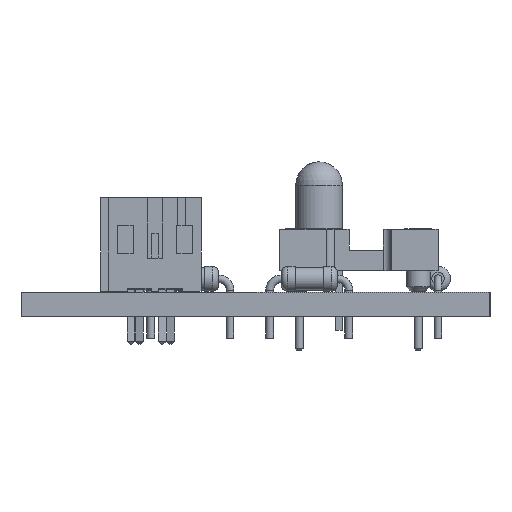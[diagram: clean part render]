
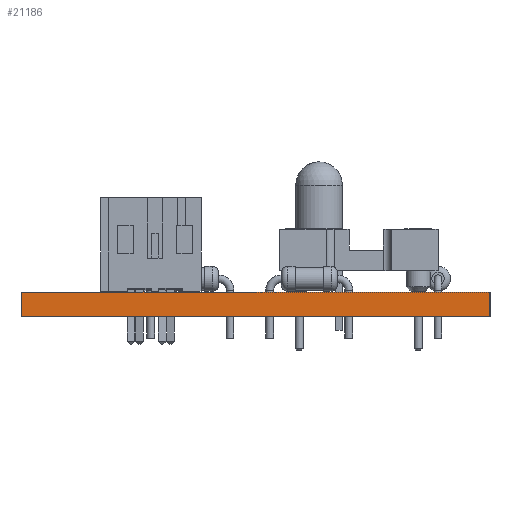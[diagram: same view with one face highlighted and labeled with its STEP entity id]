
A CAD part, left-side view. The second image highlights one B-rep face of the part: STEP entity #21186.
In plain terms, the highlighted planar face has unit normal (-1, 0, 0).
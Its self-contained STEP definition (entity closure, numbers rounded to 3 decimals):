
#21005 = PLANE('',#21006);
#21006 = AXIS2_PLACEMENT_3D('',#21007,#21008,#21009);
#21007 = CARTESIAN_POINT('',(221.615,-68.58,0.));
#21008 = DIRECTION('',(0.,-1.,0.));
#21009 = DIRECTION('',(-1.,0.,0.));
#21030 = VERTEX_POINT('',#21031);
#21031 = CARTESIAN_POINT('',(151.615,-68.58,1.6));
#21045 = PLANE('',#21046);
#21046 = AXIS2_PLACEMENT_3D('',#21047,#21048,#21049);
#21047 = CARTESIAN_POINT('',(186.615,-83.58,1.6));
#21048 = DIRECTION('',(0.,0.,1.));
#21049 = DIRECTION('',(1.,0.,-0.));
#21057 = EDGE_CURVE('',#21058,#21030,#21060,.T.);
#21058 = VERTEX_POINT('',#21059);
#21059 = CARTESIAN_POINT('',(151.615,-68.58,0.));
#21060 = SURFACE_CURVE('',#21061,(#21065,#21072),.PCURVE_S1.);
#21061 = LINE('',#21062,#21063);
#21062 = CARTESIAN_POINT('',(151.615,-68.58,0.));
#21063 = VECTOR('',#21064,1.);
#21064 = DIRECTION('',(0.,0.,1.));
#21065 = PCURVE('',#21005,#21066);
#21066 = DEFINITIONAL_REPRESENTATION('',(#21067),#21071);
#21067 = LINE('',#21068,#21069);
#21068 = CARTESIAN_POINT('',(70.,0.));
#21069 = VECTOR('',#21070,1.);
#21070 = DIRECTION('',(0.,-1.));
#21071 = ( GEOMETRIC_REPRESENTATION_CONTEXT(2) 
PARAMETRIC_REPRESENTATION_CONTEXT() REPRESENTATION_CONTEXT('2D SPACE',''
  ) );
#21072 = PCURVE('',#21073,#21078);
#21073 = PLANE('',#21074);
#21074 = AXIS2_PLACEMENT_3D('',#21075,#21076,#21077);
#21075 = CARTESIAN_POINT('',(151.615,-68.58,0.));
#21076 = DIRECTION('',(1.,0.,-0.));
#21077 = DIRECTION('',(0.,-1.,0.));
#21078 = DEFINITIONAL_REPRESENTATION('',(#21079),#21083);
#21079 = LINE('',#21080,#21081);
#21080 = CARTESIAN_POINT('',(0.,0.));
#21081 = VECTOR('',#21082,1.);
#21082 = DIRECTION('',(0.,-1.));
#21083 = ( GEOMETRIC_REPRESENTATION_CONTEXT(2) 
PARAMETRIC_REPRESENTATION_CONTEXT() REPRESENTATION_CONTEXT('2D SPACE',''
  ) );
#21099 = PLANE('',#21100);
#21100 = AXIS2_PLACEMENT_3D('',#21101,#21102,#21103);
#21101 = CARTESIAN_POINT('',(186.615,-83.58,0.));
#21102 = DIRECTION('',(0.,0.,1.));
#21103 = DIRECTION('',(1.,0.,-0.));
#21132 = PLANE('',#21133);
#21133 = AXIS2_PLACEMENT_3D('',#21134,#21135,#21136);
#21134 = CARTESIAN_POINT('',(151.615,-98.58,0.));
#21135 = DIRECTION('',(0.,1.,0.));
#21136 = DIRECTION('',(1.,0.,0.));
#21186 = ADVANCED_FACE('',(#21187),#21073,.F.);
#21187 = FACE_BOUND('',#21188,.F.);
#21188 = EDGE_LOOP('',(#21189,#21190,#21213,#21236));
#21189 = ORIENTED_EDGE('',*,*,#21057,.T.);
#21190 = ORIENTED_EDGE('',*,*,#21191,.T.);
#21191 = EDGE_CURVE('',#21030,#21192,#21194,.T.);
#21192 = VERTEX_POINT('',#21193);
#21193 = CARTESIAN_POINT('',(151.615,-98.58,1.6));
#21194 = SURFACE_CURVE('',#21195,(#21199,#21206),.PCURVE_S1.);
#21195 = LINE('',#21196,#21197);
#21196 = CARTESIAN_POINT('',(151.615,-68.58,1.6));
#21197 = VECTOR('',#21198,1.);
#21198 = DIRECTION('',(0.,-1.,0.));
#21199 = PCURVE('',#21073,#21200);
#21200 = DEFINITIONAL_REPRESENTATION('',(#21201),#21205);
#21201 = LINE('',#21202,#21203);
#21202 = CARTESIAN_POINT('',(0.,-1.6));
#21203 = VECTOR('',#21204,1.);
#21204 = DIRECTION('',(1.,0.));
#21205 = ( GEOMETRIC_REPRESENTATION_CONTEXT(2) 
PARAMETRIC_REPRESENTATION_CONTEXT() REPRESENTATION_CONTEXT('2D SPACE',''
  ) );
#21206 = PCURVE('',#21045,#21207);
#21207 = DEFINITIONAL_REPRESENTATION('',(#21208),#21212);
#21208 = LINE('',#21209,#21210);
#21209 = CARTESIAN_POINT('',(-35.,15.));
#21210 = VECTOR('',#21211,1.);
#21211 = DIRECTION('',(0.,-1.));
#21212 = ( GEOMETRIC_REPRESENTATION_CONTEXT(2) 
PARAMETRIC_REPRESENTATION_CONTEXT() REPRESENTATION_CONTEXT('2D SPACE',''
  ) );
#21213 = ORIENTED_EDGE('',*,*,#21214,.F.);
#21214 = EDGE_CURVE('',#21215,#21192,#21217,.T.);
#21215 = VERTEX_POINT('',#21216);
#21216 = CARTESIAN_POINT('',(151.615,-98.58,0.));
#21217 = SURFACE_CURVE('',#21218,(#21222,#21229),.PCURVE_S1.);
#21218 = LINE('',#21219,#21220);
#21219 = CARTESIAN_POINT('',(151.615,-98.58,0.));
#21220 = VECTOR('',#21221,1.);
#21221 = DIRECTION('',(0.,0.,1.));
#21222 = PCURVE('',#21073,#21223);
#21223 = DEFINITIONAL_REPRESENTATION('',(#21224),#21228);
#21224 = LINE('',#21225,#21226);
#21225 = CARTESIAN_POINT('',(30.,0.));
#21226 = VECTOR('',#21227,1.);
#21227 = DIRECTION('',(0.,-1.));
#21228 = ( GEOMETRIC_REPRESENTATION_CONTEXT(2) 
PARAMETRIC_REPRESENTATION_CONTEXT() REPRESENTATION_CONTEXT('2D SPACE',''
  ) );
#21229 = PCURVE('',#21132,#21230);
#21230 = DEFINITIONAL_REPRESENTATION('',(#21231),#21235);
#21231 = LINE('',#21232,#21233);
#21232 = CARTESIAN_POINT('',(0.,0.));
#21233 = VECTOR('',#21234,1.);
#21234 = DIRECTION('',(0.,-1.));
#21235 = ( GEOMETRIC_REPRESENTATION_CONTEXT(2) 
PARAMETRIC_REPRESENTATION_CONTEXT() REPRESENTATION_CONTEXT('2D SPACE',''
  ) );
#21236 = ORIENTED_EDGE('',*,*,#21237,.F.);
#21237 = EDGE_CURVE('',#21058,#21215,#21238,.T.);
#21238 = SURFACE_CURVE('',#21239,(#21243,#21250),.PCURVE_S1.);
#21239 = LINE('',#21240,#21241);
#21240 = CARTESIAN_POINT('',(151.615,-68.58,0.));
#21241 = VECTOR('',#21242,1.);
#21242 = DIRECTION('',(0.,-1.,0.));
#21243 = PCURVE('',#21073,#21244);
#21244 = DEFINITIONAL_REPRESENTATION('',(#21245),#21249);
#21245 = LINE('',#21246,#21247);
#21246 = CARTESIAN_POINT('',(0.,0.));
#21247 = VECTOR('',#21248,1.);
#21248 = DIRECTION('',(1.,0.));
#21249 = ( GEOMETRIC_REPRESENTATION_CONTEXT(2) 
PARAMETRIC_REPRESENTATION_CONTEXT() REPRESENTATION_CONTEXT('2D SPACE',''
  ) );
#21250 = PCURVE('',#21099,#21251);
#21251 = DEFINITIONAL_REPRESENTATION('',(#21252),#21256);
#21252 = LINE('',#21253,#21254);
#21253 = CARTESIAN_POINT('',(-35.,15.));
#21254 = VECTOR('',#21255,1.);
#21255 = DIRECTION('',(0.,-1.));
#21256 = ( GEOMETRIC_REPRESENTATION_CONTEXT(2) 
PARAMETRIC_REPRESENTATION_CONTEXT() REPRESENTATION_CONTEXT('2D SPACE',''
  ) );
